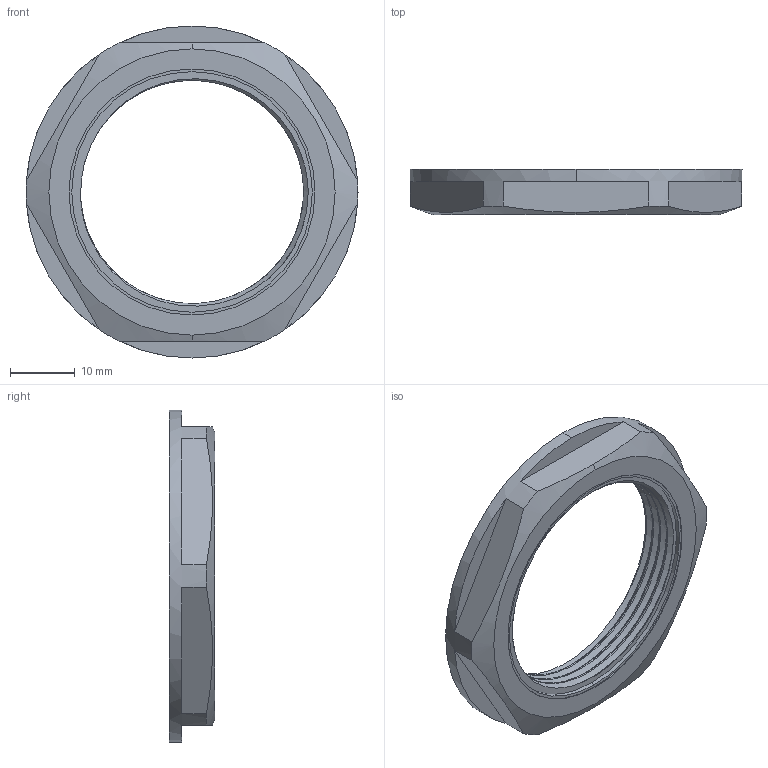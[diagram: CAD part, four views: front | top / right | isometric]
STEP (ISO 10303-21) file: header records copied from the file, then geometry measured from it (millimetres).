
FILE_DESCRIPTION (( 'STEP AP203' ), '1' );
FILE_NAME ('9076.STEP', '2020-08-05T13:10:30', ( '' ), ( '' ), 'SwSTEP 2.0', 'SolidWorks 2011', '' );
FILE_SCHEMA (( 'CONFIG_CONTROL_DESIGN' ));
Length unit declared in the file: millimetre
Products named in the file (1): 9076
Bounding box: 51.2 x 7 x 51.2 mm (x, y, z)
Volume: 6110.2 mm3; surface area: 4233.4 mm2
Topology: 1 solids, 1 shells, 41 faces, 105 edges, 70 vertices
Faces by surface type: cylinder 18, plane 18, bspline 3, cone 2
Entity records: 2593 total; most frequent: CARTESIAN_POINT 1568, ORIENTED_EDGE 210, DIRECTION 187, EDGE_CURVE 105, AXIS2_PLACEMENT_3D 75, VERTEX_POINT 70, EDGE_LOOP 47, FACE_OUTER_BOUND 41
